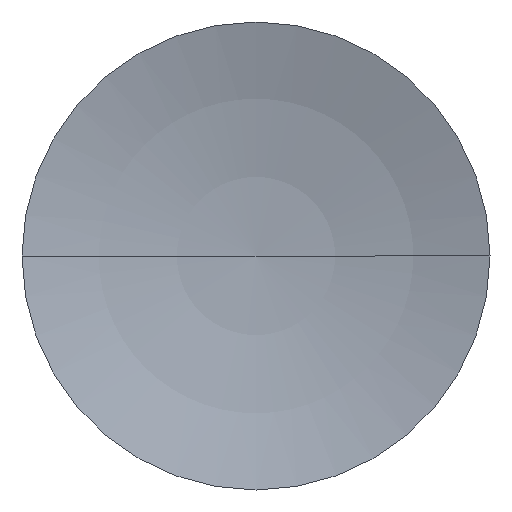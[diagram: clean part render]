
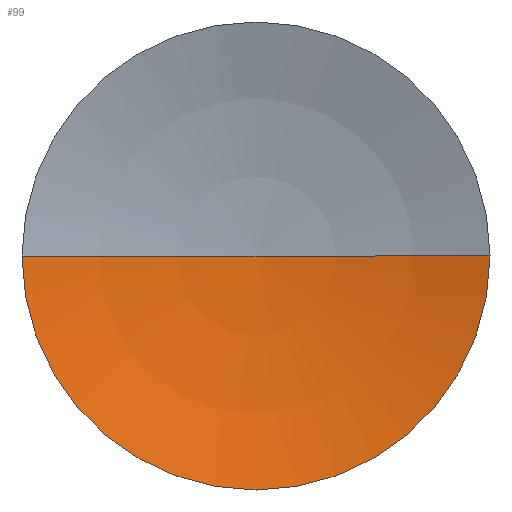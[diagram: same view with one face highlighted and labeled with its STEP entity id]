
A CAD part, left-side view. The second image highlights one B-rep face of the part: STEP entity #99.
In plain terms, the highlighted toroidal (fillet/blend) face has major radius 0.011 mm and minor radius 51.64 mm.
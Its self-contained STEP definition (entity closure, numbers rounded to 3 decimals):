
#5 = EDGE_CURVE ( 'NONE', #157, #108, #38, .T. ) ;
#9 = VERTEX_POINT ( 'NONE', #167 ) ;
#11 = EDGE_CURVE ( 'NONE', #157, #9, #36, .T. ) ;
#12 = CARTESIAN_POINT ( 'NONE',  ( -4.73, 15., 0. ) ) ;
#30 = ORIENTED_EDGE ( 'NONE', *, *, #5, .F. ) ;
#36 = CIRCLE ( 'NONE', #70, 51.64 ) ;
#38 = CIRCLE ( 'NONE', #149, 15. ) ;
#42 = CARTESIAN_POINT ( 'NONE',  ( -4.73, 0., 0. ) ) ;
#47 = AXIS2_PLACEMENT_3D ( 'NONE', #133, #57, #121 ) ;
#57 = DIRECTION ( 'NONE',  ( 1., 0., 0. ) ) ;
#60 = DIRECTION ( 'NONE',  ( -1., 0., 0. ) ) ;
#61 = CARTESIAN_POINT ( 'NONE',  ( -54.14, 0.011, 0. ) ) ;
#70 = AXIS2_PLACEMENT_3D ( 'NONE', #61, #197, #194 ) ;
#73 = AXIS2_PLACEMENT_3D ( 'NONE', #74, #137, #60 ) ;
#74 = CARTESIAN_POINT ( 'NONE',  ( -54.14, -0.011, 0. ) ) ;
#76 = DIRECTION ( 'NONE',  ( 0., 1., 0. ) ) ;
#79 = EDGE_CURVE ( 'NONE', #108, #9, #115, .T. ) ;
#93 = EDGE_LOOP ( 'NONE', ( #30, #152, #172 ) ) ;
#99 = ADVANCED_FACE ( 'NONE', ( #107 ), #136, .F. ) ;
#107 = FACE_OUTER_BOUND ( 'NONE', #93, .T. ) ;
#108 = VERTEX_POINT ( 'NONE', #12 ) ;
#115 = CIRCLE ( 'NONE', #73, 51.64 ) ;
#121 = DIRECTION ( 'NONE',  ( 0., 1., 0. ) ) ;
#133 = CARTESIAN_POINT ( 'NONE',  ( -54.14, 0., 0. ) ) ;
#136 = TOROIDAL_SURFACE ( 'NONE', #47, -0.011, 51.64 ) ;
#137 = DIRECTION ( 'NONE',  ( 0., 0., -1. ) ) ;
#145 = CARTESIAN_POINT ( 'NONE',  ( -4.73, -15., 0. ) ) ;
#149 = AXIS2_PLACEMENT_3D ( 'NONE', #42, #184, #76 ) ;
#152 = ORIENTED_EDGE ( 'NONE', *, *, #11, .T. ) ;
#157 = VERTEX_POINT ( 'NONE', #145 ) ;
#167 = CARTESIAN_POINT ( 'NONE',  ( -2.5, 0., 0. ) ) ;
#172 = ORIENTED_EDGE ( 'NONE', *, *, #79, .F. ) ;
#184 = DIRECTION ( 'NONE',  ( 1., 0., 0. ) ) ;
#194 = DIRECTION ( 'NONE',  ( 0., -1., 0. ) ) ;
#197 = DIRECTION ( 'NONE',  ( 0., 0., 1. ) ) ;
